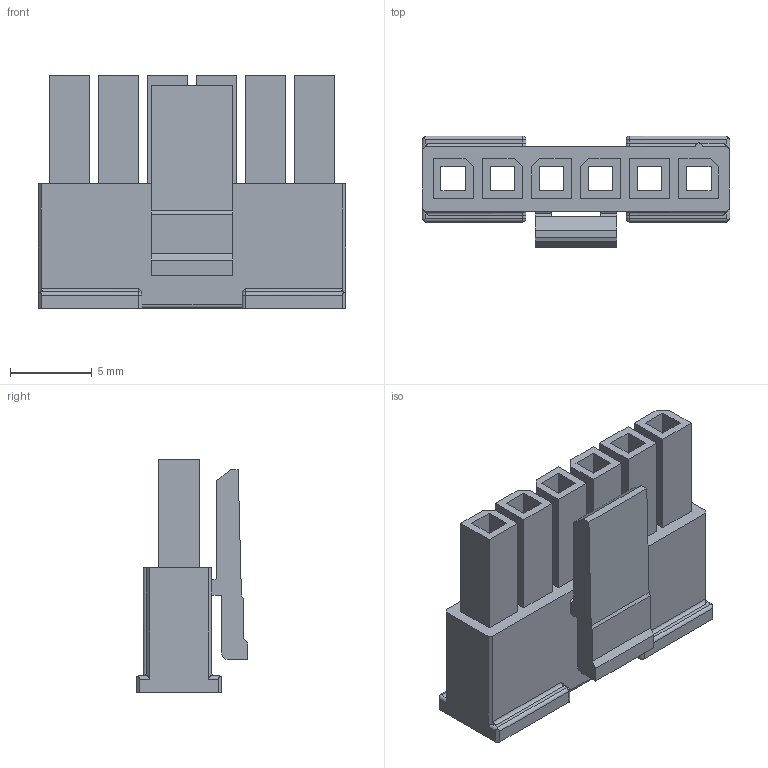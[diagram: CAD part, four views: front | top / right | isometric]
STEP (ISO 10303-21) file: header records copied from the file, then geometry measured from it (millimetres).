
FILE_DESCRIPTION (( 'STEP AP214' ), '1' );
FILE_NAME ('FHG30002-S06M2K6B-REF .STEP', '2025-08-08T03:20:10', ( '' ), ( '' ), 'SwSTEP 2.0', 'SolidWorks 2021', '' );
FILE_SCHEMA (( 'AUTOMOTIVE_DESIGN' ));
Length unit declared in the file: millimetre
Products named in the file (1): FHG30002-S06M2K6B-REF 
Bounding box: 18.8 x 6.84 x 14.2 mm (x, y, z)
Volume: 517.4 mm3; surface area: 1729 mm2
Topology: 1 solids, 1 shells, 196 faces, 509 edges, 323 vertices
Faces by surface type: plane 163, cylinder 25, torus 4, sphere 4
Entity records: 5904 total; most frequent: CARTESIAN_POINT 1123, ORIENTED_EDGE 1010, DIRECTION 908, EDGE_CURVE 505, LINE 444, VECTOR 444, VERTEX_POINT 323, AXIS2_PLACEMENT_3D 232
